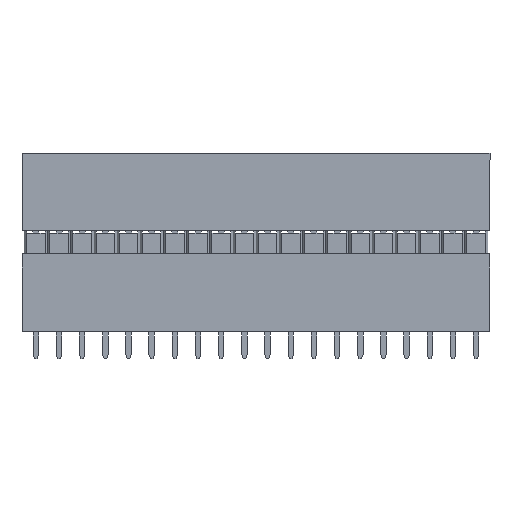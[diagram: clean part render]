
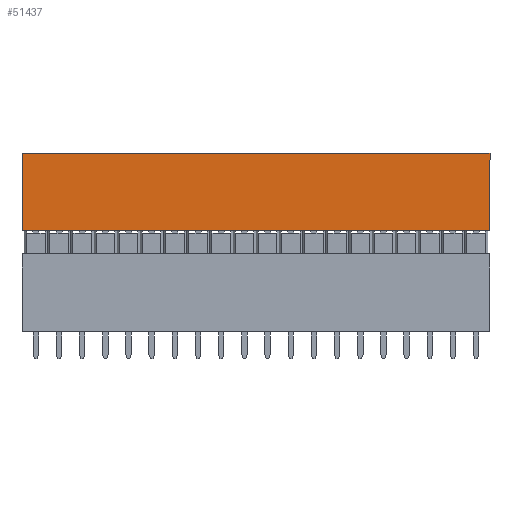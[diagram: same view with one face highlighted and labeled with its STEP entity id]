
A CAD part, front view. The second image highlights one B-rep face of the part: STEP entity #51437.
In plain terms, the highlighted face is planar.
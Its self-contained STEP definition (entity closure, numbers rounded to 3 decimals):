
#2899=FACE_OUTER_BOUND('',#5903,.T.);
#5903=EDGE_LOOP('',(#40873,#40874,#40875,#40876));
#10201=LINE('',#74338,#17255);
#11287=LINE('',#76590,#18341);
#11370=LINE('',#76756,#18424);
#11371=LINE('',#76757,#18425);
#17255=VECTOR('',#60852,8.5);
#18341=VECTOR('',#62820,25.9);
#18424=VECTOR('',#62905,25.9);
#18425=VECTOR('',#62906,8.5);
#23261=VERTEX_POINT('',#74335);
#23262=VERTEX_POINT('',#74337);
#23987=VERTEX_POINT('',#76589);
#24069=VERTEX_POINT('',#76755);
#28825=EDGE_CURVE('',#23262,#23261,#10201,.T.);
#29911=EDGE_CURVE('',#23262,#23987,#11287,.T.);
#29994=EDGE_CURVE('',#23261,#24069,#11370,.T.);
#29995=EDGE_CURVE('',#23987,#24069,#11371,.T.);
#40873=ORIENTED_EDGE('',*,*,#29994,.T.);
#40874=ORIENTED_EDGE('',*,*,#29995,.F.);
#40875=ORIENTED_EDGE('',*,*,#29911,.F.);
#40876=ORIENTED_EDGE('',*,*,#28825,.T.);
#48613=PLANE('',#54294);
#51437=ADVANCED_FACE('',(#2899),#48613,.T.);
#54294=AXIS2_PLACEMENT_3D('',#76754,#62903,#62904);
#60852=DIRECTION('',(0.,-1.,0.));
#62820=DIRECTION('',(1.,0.,0.));
#62903=DIRECTION('center_axis',(0.,0.,1.));
#62904=DIRECTION('ref_axis',(0.,-1.,0.));
#62905=DIRECTION('',(1.,0.,0.));
#62906=DIRECTION('',(0.,-1.,0.));
#74335=CARTESIAN_POINT('',(-38.35,0.,2.5));
#74337=CARTESIAN_POINT('',(-38.35,8.5,2.5));
#74338=CARTESIAN_POINT('',(-38.35,8.5,2.5));
#76589=CARTESIAN_POINT('',(12.95,8.5,2.5));
#76590=CARTESIAN_POINT('',(-38.35,8.5,2.5));
#76754=CARTESIAN_POINT('Origin',(-12.95,8.5,2.5));
#76755=CARTESIAN_POINT('',(12.95,0.,2.5));
#76756=CARTESIAN_POINT('',(-38.35,0.,2.5));
#76757=CARTESIAN_POINT('',(12.95,8.5,2.5));
